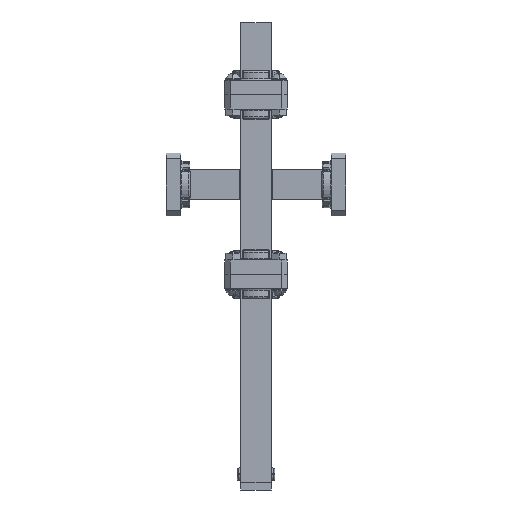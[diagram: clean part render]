
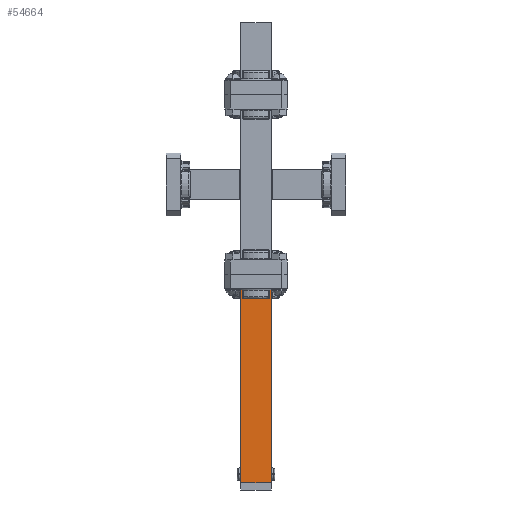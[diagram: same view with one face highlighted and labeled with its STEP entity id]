
A CAD part, front view. The second image highlights one B-rep face of the part: STEP entity #54664.
In plain terms, the highlighted planar face has unit normal (0, -1, 0).
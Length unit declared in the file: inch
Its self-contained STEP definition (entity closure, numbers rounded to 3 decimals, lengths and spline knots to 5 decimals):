
#433 = VERTEX_POINT ( 'NONE', #14658 ) ;
#1481 = EDGE_CURVE ( 'NONE', #11263, #50478, #42816, .T. ) ;
#2712 = ORIENTED_EDGE ( 'NONE', *, *, #51652, .T. ) ;
#3679 = EDGE_CURVE ( 'NONE', #11263, #43157, #61513, .T. ) ;
#5890 = FACE_OUTER_BOUND ( 'NONE', #19914, .T. ) ;
#6558 = CARTESIAN_POINT ( 'NONE',  ( 0.21, -0.125, -0.22 ) ) ;
#6629 = CARTESIAN_POINT ( 'NONE',  ( -0.21, -0.125, -3. ) ) ;
#7303 = DIRECTION ( 'NONE',  ( 0., 0., 1. ) ) ;
#8578 = CARTESIAN_POINT ( 'NONE',  ( -0.185, -0.125, -0.22 ) ) ;
#9806 = CARTESIAN_POINT ( 'NONE',  ( 0.21, -0.125, -2.9 ) ) ;
#10097 = VERTEX_POINT ( 'NONE', #6558 ) ;
#11000 = VERTEX_POINT ( 'NONE', #60651 ) ;
#11263 = VERTEX_POINT ( 'NONE', #30142 ) ;
#11848 = VECTOR ( 'NONE', #63620, 39.37008 ) ;
#12133 = DIRECTION ( 'NONE',  ( -1., 0., 0. ) ) ;
#14658 = CARTESIAN_POINT ( 'NONE',  ( 0.175, -0.125, -0.335 ) ) ;
#15595 = VECTOR ( 'NONE', #38081, 39.37008 ) ;
#16600 = ORIENTED_EDGE ( 'NONE', *, *, #38047, .F. ) ;
#16943 = VECTOR ( 'NONE', #62534, 39.37008 ) ;
#18215 = AXIS2_PLACEMENT_3D ( 'NONE', #41294, #56891, #19148 ) ;
#18527 = ORIENTED_EDGE ( 'NONE', *, *, #68600, .T. ) ;
#19148 = DIRECTION ( 'NONE',  ( -1., 0., 0. ) ) ;
#19914 = EDGE_LOOP ( 'NONE', ( #59552, #54001, #2712, #22217, #30269, #18527, #68409, #35849, #16600, #45722 ) ) ;
#20440 = EDGE_CURVE ( 'NONE', #433, #70833, #57728, .T. ) ;
#20597 = CIRCLE ( 'NONE', #18215, 0.01 ) ;
#20840 = DIRECTION ( 'NONE',  ( -1., 0., 0. ) ) ;
#22217 = ORIENTED_EDGE ( 'NONE', *, *, #1481, .F. ) ;
#22571 = LINE ( 'NONE', #23670, #41511 ) ;
#23670 = CARTESIAN_POINT ( 'NONE',  ( -0.18, -0.125, -0.22 ) ) ;
#27901 = CARTESIAN_POINT ( 'NONE',  ( -0.185, -0.125, -0.22 ) ) ;
#28515 = DIRECTION ( 'NONE',  ( 0., 0., 1. ) ) ;
#28937 = DIRECTION ( 'NONE',  ( 0., -1., 0. ) ) ;
#29454 = VECTOR ( 'NONE', #57228, 39.37008 ) ;
#29688 = VECTOR ( 'NONE', #49033, 39.37008 ) ;
#30113 = CARTESIAN_POINT ( 'NONE',  ( 0.21, -0.125, -0.22 ) ) ;
#30142 = CARTESIAN_POINT ( 'NONE',  ( -0.21, -0.125, -2.9 ) ) ;
#30269 = ORIENTED_EDGE ( 'NONE', *, *, #3679, .T. ) ;
#32552 = LINE ( 'NONE', #30113, #16943 ) ;
#32918 = LINE ( 'NONE', #69014, #29454 ) ;
#33216 = CARTESIAN_POINT ( 'NONE',  ( 0., -0.125, -2.9 ) ) ;
#35217 = DIRECTION ( 'NONE',  ( -1., 0., 0. ) ) ;
#35849 = ORIENTED_EDGE ( 'NONE', *, *, #38218, .T. ) ;
#36608 = AXIS2_PLACEMENT_3D ( 'NONE', #69900, #37025, #20840 ) ;
#36987 = CARTESIAN_POINT ( 'NONE',  ( -0.185, -0.125, -0.325 ) ) ;
#37025 = DIRECTION ( 'NONE',  ( 0., 1., 0. ) ) ;
#37692 = VECTOR ( 'NONE', #28515, 39.37008 ) ;
#38047 = EDGE_CURVE ( 'NONE', #433, #11000, #60362, .T. ) ;
#38081 = DIRECTION ( 'NONE',  ( -1., 0., 0. ) ) ;
#38218 = EDGE_CURVE ( 'NONE', #39338, #11000, #32918, .T. ) ;
#39338 = VERTEX_POINT ( 'NONE', #68116 ) ;
#39525 = AXIS2_PLACEMENT_3D ( 'NONE', #68046, #28937, #35217 ) ;
#41294 = CARTESIAN_POINT ( 'NONE',  ( -0.175, -0.125, -0.325 ) ) ;
#41511 = VECTOR ( 'NONE', #12133, 39.37008 ) ;
#41554 = EDGE_CURVE ( 'NONE', #59118, #63482, #42823, .T. ) ;
#42816 = LINE ( 'NONE', #6629, #37692 ) ;
#42823 = LINE ( 'NONE', #8578, #11848 ) ;
#43157 = VERTEX_POINT ( 'NONE', #9806 ) ;
#44801 = EDGE_CURVE ( 'NONE', #10097, #39338, #32552, .T. ) ;
#45679 = CARTESIAN_POINT ( 'NONE',  ( -0.21, -0.125, -0.22 ) ) ;
#45722 = ORIENTED_EDGE ( 'NONE', *, *, #20440, .T. ) ;
#46910 = LINE ( 'NONE', #56552, #58066 ) ;
#48837 = CARTESIAN_POINT ( 'NONE',  ( 0., -0.125, -0.335 ) ) ;
#49033 = DIRECTION ( 'NONE',  ( 1., 0., 0. ) ) ;
#50478 = VERTEX_POINT ( 'NONE', #45679 ) ;
#51652 = EDGE_CURVE ( 'NONE', #63482, #50478, #22571, .T. ) ;
#53753 = PLANE ( 'NONE',  #36608 ) ;
#54001 = ORIENTED_EDGE ( 'NONE', *, *, #41554, .T. ) ;
#54664 = ADVANCED_FACE ( 'NONE', ( #5890 ), #53753, .F. ) ;
#56552 = CARTESIAN_POINT ( 'NONE',  ( 0.21, -0.125, -3. ) ) ;
#56891 = DIRECTION ( 'NONE',  ( 0., -1., 0. ) ) ;
#57228 = DIRECTION ( 'NONE',  ( 0., 0., -1. ) ) ;
#57728 = LINE ( 'NONE', #48837, #15595 ) ;
#58066 = VECTOR ( 'NONE', #7303, 39.37008 ) ;
#59118 = VERTEX_POINT ( 'NONE', #36987 ) ;
#59285 = CARTESIAN_POINT ( 'NONE',  ( -0.175, -0.125, -0.335 ) ) ;
#59552 = ORIENTED_EDGE ( 'NONE', *, *, #65942, .F. ) ;
#60362 = CIRCLE ( 'NONE', #39525, 0.01 ) ;
#60651 = CARTESIAN_POINT ( 'NONE',  ( 0.185, -0.125, -0.325 ) ) ;
#61513 = LINE ( 'NONE', #33216, #29688 ) ;
#62534 = DIRECTION ( 'NONE',  ( -1., 0., 0. ) ) ;
#63482 = VERTEX_POINT ( 'NONE', #27901 ) ;
#63620 = DIRECTION ( 'NONE',  ( 0., 0., 1. ) ) ;
#65942 = EDGE_CURVE ( 'NONE', #59118, #70833, #20597, .T. ) ;
#68046 = CARTESIAN_POINT ( 'NONE',  ( 0.175, -0.125, -0.325 ) ) ;
#68116 = CARTESIAN_POINT ( 'NONE',  ( 0.185, -0.125, -0.22 ) ) ;
#68409 = ORIENTED_EDGE ( 'NONE', *, *, #44801, .T. ) ;
#68600 = EDGE_CURVE ( 'NONE', #43157, #10097, #46910, .T. ) ;
#69014 = CARTESIAN_POINT ( 'NONE',  ( 0.185, -0.125, -0.33 ) ) ;
#69900 = CARTESIAN_POINT ( 'NONE',  ( 0., -0.125, -3. ) ) ;
#70833 = VERTEX_POINT ( 'NONE', #59285 ) ;
